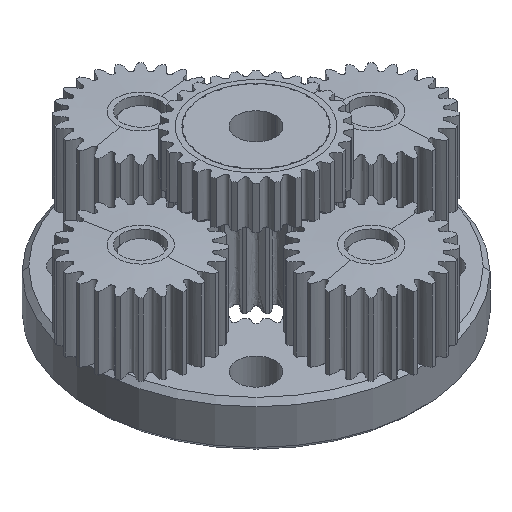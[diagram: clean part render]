
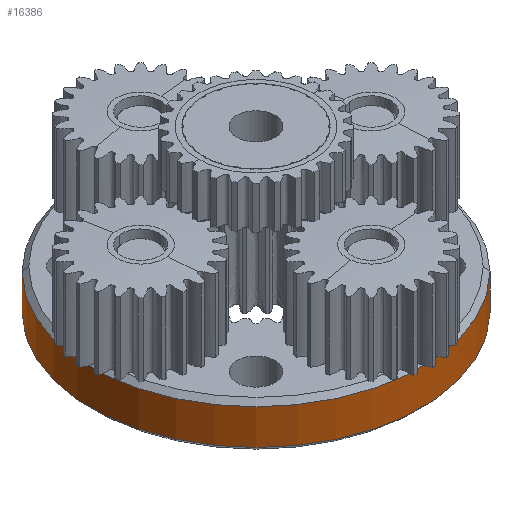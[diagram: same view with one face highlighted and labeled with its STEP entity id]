
A CAD part, isometric view. The second image highlights one B-rep face of the part: STEP entity #16386.
In plain terms, the highlighted cylindrical face has radius 17.35 mm (diameter 34.7 mm), a partial arc.
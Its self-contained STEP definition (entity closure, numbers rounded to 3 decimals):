
#204 = CARTESIAN_POINT ( 'NONE',  ( 17.35, 0., -1.85 ) ) ;
#865 = ORIENTED_EDGE ( 'NONE', *, *, #11923, .T. ) ;
#1793 = ORIENTED_EDGE ( 'NONE', *, *, #22754, .F. ) ;
#2779 = EDGE_CURVE ( 'NONE', #17404, #12777, #9335, .T. ) ;
#2828 = CIRCLE ( 'NONE', #28350, 17.35 ) ;
#2907 = CARTESIAN_POINT ( 'NONE',  ( 0., 0., -1.85 ) ) ;
#3210 = VECTOR ( 'NONE', #13439, 1000. ) ;
#4519 = EDGE_LOOP ( 'NONE', ( #8150, #12305, #865, #1793 ) ) ;
#5235 = DIRECTION ( 'NONE',  ( 1., 0., 0. ) ) ;
#6511 = AXIS2_PLACEMENT_3D ( 'NONE', #8928, #8729, #19934 ) ;
#6662 = CARTESIAN_POINT ( 'NONE',  ( -17.35, 0., 1.85 ) ) ;
#6895 = CARTESIAN_POINT ( 'NONE',  ( -17.35, 0., -1.85 ) ) ;
#7482 = CARTESIAN_POINT ( 'NONE',  ( 17.35, 0., 1.85 ) ) ;
#8150 = ORIENTED_EDGE ( 'NONE', *, *, #2779, .T. ) ;
#8729 = DIRECTION ( 'NONE',  ( 0., 0., -1. ) ) ;
#8928 = CARTESIAN_POINT ( 'NONE',  ( 0., 0., 2.35 ) ) ;
#9256 = CYLINDRICAL_SURFACE ( 'NONE', #6511, 17.35 ) ;
#9335 = CIRCLE ( 'NONE', #14609, 17.35 ) ;
#9380 = VERTEX_POINT ( 'NONE', #6895 ) ;
#9691 = DIRECTION ( 'NONE',  ( 0., 0., -1. ) ) ;
#10052 = LINE ( 'NONE', #13743, #3210 ) ;
#11045 = VECTOR ( 'NONE', #13004, 1000. ) ;
#11830 = VERTEX_POINT ( 'NONE', #204 ) ;
#11923 = EDGE_CURVE ( 'NONE', #11830, #9380, #2828, .T. ) ;
#12305 = ORIENTED_EDGE ( 'NONE', *, *, #14973, .T. ) ;
#12777 = VERTEX_POINT ( 'NONE', #7482 ) ;
#13004 = DIRECTION ( 'NONE',  ( 0., 0., -1. ) ) ;
#13439 = DIRECTION ( 'NONE',  ( 0., 0., -1. ) ) ;
#13743 = CARTESIAN_POINT ( 'NONE',  ( -17.35, 0., 2.35 ) ) ;
#14609 = AXIS2_PLACEMENT_3D ( 'NONE', #23392, #9691, #25681 ) ;
#14973 = EDGE_CURVE ( 'NONE', #12777, #11830, #29311, .T. ) ;
#15019 = CARTESIAN_POINT ( 'NONE',  ( 17.35, 0., 2.35 ) ) ;
#16386 = ADVANCED_FACE ( 'NONE', ( #26072 ), #9256, .T. ) ;
#17404 = VERTEX_POINT ( 'NONE', #6662 ) ;
#18947 = DIRECTION ( 'NONE',  ( 0., 0., 1. ) ) ;
#19934 = DIRECTION ( 'NONE',  ( -1., 0., 0. ) ) ;
#22754 = EDGE_CURVE ( 'NONE', #17404, #9380, #10052, .T. ) ;
#23392 = CARTESIAN_POINT ( 'NONE',  ( 0., 0., 1.85 ) ) ;
#25681 = DIRECTION ( 'NONE',  ( 1., 0., 0. ) ) ;
#26072 = FACE_OUTER_BOUND ( 'NONE', #4519, .T. ) ;
#28350 = AXIS2_PLACEMENT_3D ( 'NONE', #2907, #18947, #5235 ) ;
#29311 = LINE ( 'NONE', #15019, #11045 ) ;
